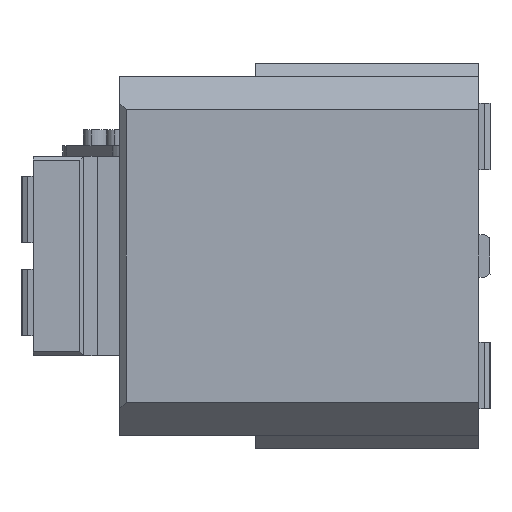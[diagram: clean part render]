
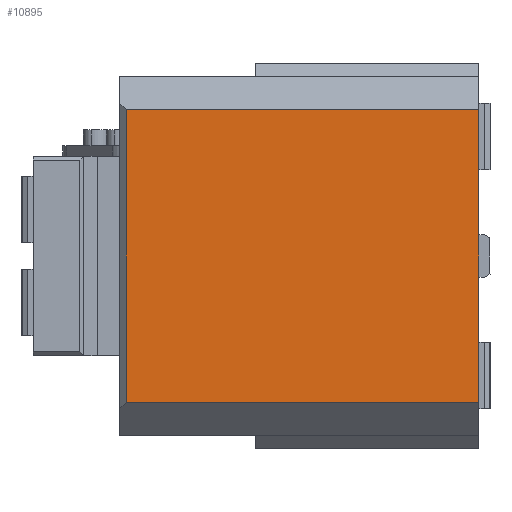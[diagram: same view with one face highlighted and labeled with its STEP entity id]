
A CAD part, left-side view. The second image highlights one B-rep face of the part: STEP entity #10895.
In plain terms, the highlighted planar face has unit normal (-1, 0, 0).
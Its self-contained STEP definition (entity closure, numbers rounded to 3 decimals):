
#9669=CARTESIAN_POINT('Vertex',(0.,0.,110.)) ;
#9672=CARTESIAN_POINT('Line Origine',(0.,0.,0.)) ;
#9676=CARTESIAN_POINT('Vertex',(0.,0.,-110.)) ;
#10856=CARTESIAN_POINT('Vertex',(0.,265.,110.)) ;
#10859=CARTESIAN_POINT('Line Origine',(0.,132.5,110.)) ;
#10872=CARTESIAN_POINT('Axis2P3D Location',(0.,0.,150.)) ;
#10877=CARTESIAN_POINT('Line Origine',(0.,265.,0.)) ;
#10881=CARTESIAN_POINT('Vertex',(0.,265.,-110.)) ;
#10884=CARTESIAN_POINT('Line Origine',(0.,132.5,-110.)) ;
#9673=DIRECTION('Vector Direction',(0.,0.,-1.)) ;
#10860=DIRECTION('Vector Direction',(0.,-1.,0.)) ;
#10873=DIRECTION('Axis2P3D Direction',(-1.,0.,0.)) ;
#10874=DIRECTION('Axis2P3D XDirection',(0.,0.,1.)) ;
#10878=DIRECTION('Vector Direction',(0.,0.,-1.)) ;
#10885=DIRECTION('Vector Direction',(0.,-1.,0.)) ;
#10875=AXIS2_PLACEMENT_3D('Plane Axis2P3D',#10872,#10873,#10874) ;
#10890=ORIENTED_EDGE('',*,*,#9678,.F.) ;
#10891=ORIENTED_EDGE('',*,*,#10863,.F.) ;
#10892=ORIENTED_EDGE('',*,*,#10883,.T.) ;
#10893=ORIENTED_EDGE('',*,*,#10888,.T.) ;
#9674=VECTOR('Line Direction',#9673,1.) ;
#10861=VECTOR('Line Direction',#10860,1.) ;
#10879=VECTOR('Line Direction',#10878,1.) ;
#10886=VECTOR('Line Direction',#10885,1.) ;
#10895=ADVANCED_FACE('CAM HOLDER',(#10894),#10876,.T.) ;
#9678=EDGE_CURVE('',#9670,#9677,#9675,.T.) ;
#10863=EDGE_CURVE('',#10857,#9670,#10862,.T.) ;
#10883=EDGE_CURVE('',#10857,#10882,#10880,.T.) ;
#10888=EDGE_CURVE('',#10882,#9677,#10887,.T.) ;
#10889=EDGE_LOOP('',(#10890,#10891,#10892,#10893)) ;
#10894=FACE_OUTER_BOUND('',#10889,.T.) ;
#9675=LINE('Line',#9672,#9674) ;
#10862=LINE('Line',#10859,#10861) ;
#10880=LINE('Line',#10877,#10879) ;
#10887=LINE('Line',#10884,#10886) ;
#10876=PLANE('Plane',#10875) ;
#9670=VERTEX_POINT('',#9669) ;
#9677=VERTEX_POINT('',#9676) ;
#10857=VERTEX_POINT('',#10856) ;
#10882=VERTEX_POINT('',#10881) ;
